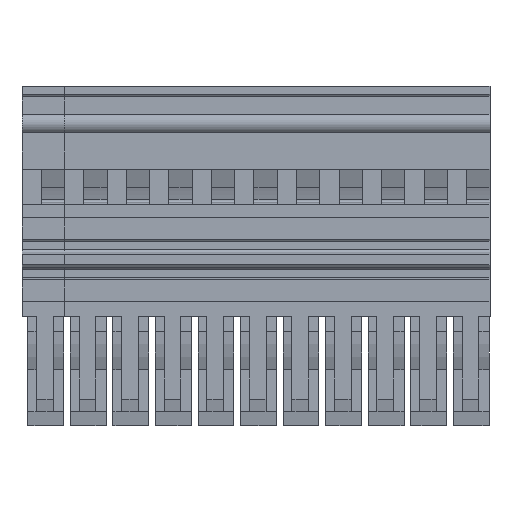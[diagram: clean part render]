
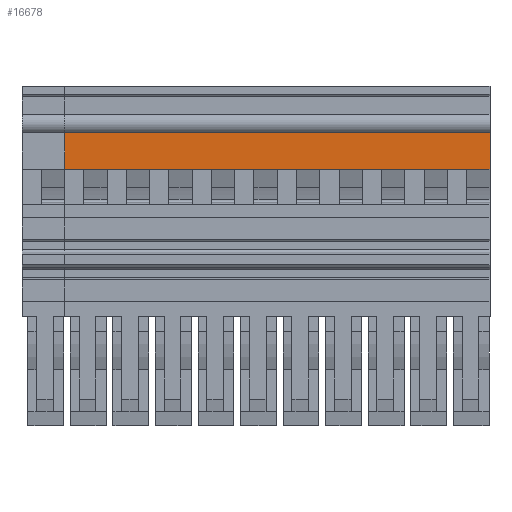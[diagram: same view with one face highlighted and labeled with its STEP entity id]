
A CAD part, front view. The second image highlights one B-rep face of the part: STEP entity #16678.
In plain terms, the highlighted planar face has unit normal (0, -1, 0).
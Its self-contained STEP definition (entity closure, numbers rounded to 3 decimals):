
#6327=AXIS2_PLACEMENT_3D('Plane Axis2P3D',#6324,#6325,#6326) ;
#6324=CARTESIAN_POINT('Axis2P3D Location',(-25.6,0.6,14.7)) ;
#8331=CARTESIAN_POINT('Vertex',(56.1,0.6,35.155)) ;
#8334=CARTESIAN_POINT('Line Origine',(56.1,0.6,32.963)) ;
#8338=CARTESIAN_POINT('Vertex',(56.1,0.6,30.772)) ;
#16641=CARTESIAN_POINT('Line Origine',(12.75,0.6,35.155)) ;
#16645=CARTESIAN_POINT('Vertex',(5.1,0.6,35.155)) ;
#16660=CARTESIAN_POINT('Line Origine',(5.1,0.6,32.963)) ;
#16664=CARTESIAN_POINT('Vertex',(5.1,0.6,30.772)) ;
#16667=CARTESIAN_POINT('Line Origine',(30.6,0.6,30.772)) ;
#6325=DIRECTION('Axis2P3D Direction',(0.,1.,0.)) ;
#6326=DIRECTION('Axis2P3D XDirection',(0.,0.,1.)) ;
#8335=DIRECTION('Vector Direction',(0.,0.,1.)) ;
#16642=DIRECTION('Vector Direction',(1.,0.,0.)) ;
#16661=DIRECTION('Vector Direction',(0.,0.,1.)) ;
#16668=DIRECTION('Vector Direction',(-1.,0.,0.)) ;
#8336=VECTOR('Line Direction',#8335,1.) ;
#16643=VECTOR('Line Direction',#16642,1.) ;
#16662=VECTOR('Line Direction',#16661,1.) ;
#16669=VECTOR('Line Direction',#16668,1.) ;
#16673=ORIENTED_EDGE('',*,*,#16666,.F.) ;
#16674=ORIENTED_EDGE('',*,*,#16671,.F.) ;
#16675=ORIENTED_EDGE('',*,*,#8340,.F.) ;
#16676=ORIENTED_EDGE('',*,*,#16647,.F.) ;
#16678=ADVANCED_FACE('V2',(#16677),#6328,.F.) ;
#8340=EDGE_CURVE('',#8332,#8339,#8337,.F.) ;
#16647=EDGE_CURVE('',#16646,#8332,#16644,.T.) ;
#16666=EDGE_CURVE('',#16665,#16646,#16663,.T.) ;
#16671=EDGE_CURVE('',#8339,#16665,#16670,.T.) ;
#16672=EDGE_LOOP('',(#16673,#16674,#16675,#16676)) ;
#16677=FACE_OUTER_BOUND('',#16672,.T.) ;
#8337=LINE('Line',#8334,#8336) ;
#16644=LINE('Line',#16641,#16643) ;
#16663=LINE('Line',#16660,#16662) ;
#16670=LINE('Line',#16667,#16669) ;
#6328=PLANE('',#6327) ;
#8332=VERTEX_POINT('',#8331) ;
#8339=VERTEX_POINT('',#8338) ;
#16646=VERTEX_POINT('',#16645) ;
#16665=VERTEX_POINT('',#16664) ;
